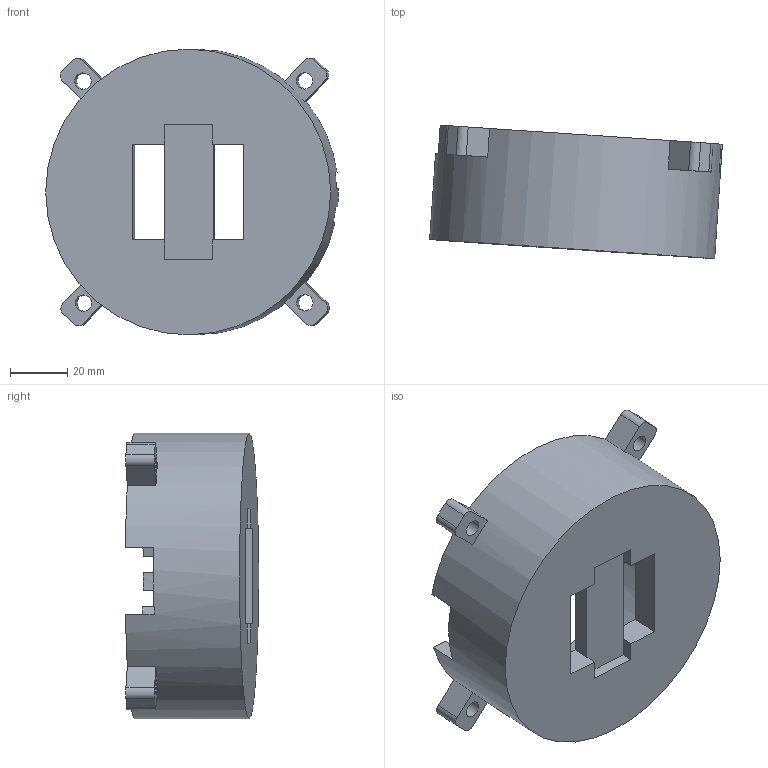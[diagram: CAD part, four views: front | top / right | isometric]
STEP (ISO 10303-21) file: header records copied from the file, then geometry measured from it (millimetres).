
FILE_DESCRIPTION(/* description */ (''),/* implementation_level */ '2;1');
FILE_NAME(/* name */ 'Mount.step',/* time_stamp */ '2025-06-16T21:33:40-04:00',/* author */ (''),/* organization */ (''),/* preprocessor_version */ 'ST-DEVELOPER v20.1',/* originating_system */ 'Autodesk Translation Framework v14.4.0.0',/* authorisation */ '');
FILE_SCHEMA (('AUTOMOTIVE_DESIGN { 1 0 10303 214 3 1 1 }'));
Length unit declared in the file: metre
Products named in the file (1): Mount
Bounding box: 102.12 x 46.51 x 99.67 mm (x, y, z)
Volume: 117680.7 mm3; surface area: 38864.9 mm2
Topology: 1 solids, 1 shells, 59 faces, 170 edges, 112 vertices
Faces by surface type: plane 45, cylinder 14
Full cylindrical faces by diameter (mm): 5.733 x4, 88.83 x1, 99.666 x1
Entity records: 1997 total; most frequent: CARTESIAN_POINT 342, ORIENTED_EDGE 340, DIRECTION 338, EDGE_CURVE 170, LINE 122, VECTOR 122, VERTEX_POINT 112, AXIS2_PLACEMENT_3D 108
